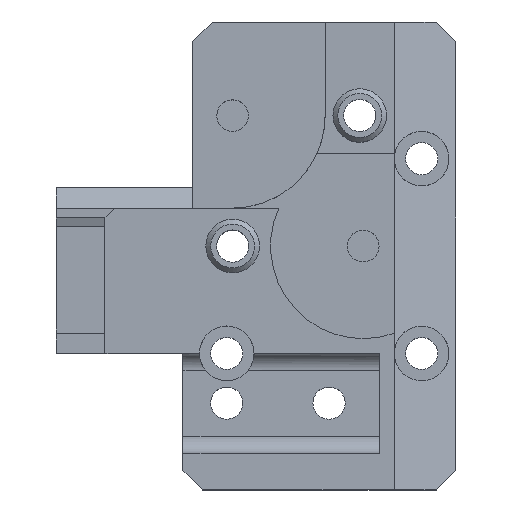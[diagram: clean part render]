
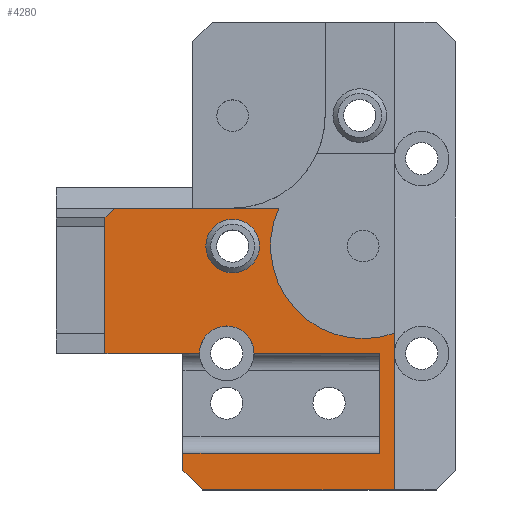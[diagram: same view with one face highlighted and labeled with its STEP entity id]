
A CAD part, top view. The second image highlights one B-rep face of the part: STEP entity #4280.
In plain terms, the highlighted planar face has unit normal (0, 0, 1).
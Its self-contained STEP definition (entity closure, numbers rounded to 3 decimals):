
#43=CIRCLE('',#4516,2.8);
#44=CIRCLE('',#4517,9.5);
#45=CIRCLE('',#4518,2.75);
#104=FACE_BOUND('',#571,.T.);
#317=FACE_OUTER_BOUND('',#570,.T.);
#570=EDGE_LOOP('',(#3325,#3326,#3327,#3328,#3329,#3330,#3331,#3332,#3333,
#3334,#3335,#3336,#3337));
#571=EDGE_LOOP('',(#3338));
#863=LINE('',#6592,#1364);
#867=LINE('',#6603,#1368);
#877=LINE('',#6622,#1378);
#881=LINE('',#6631,#1382);
#905=LINE('',#6678,#1406);
#967=LINE('',#6809,#1468);
#969=LINE('',#6813,#1470);
#972=LINE('',#6825,#1473);
#973=LINE('',#6827,#1474);
#974=LINE('',#6828,#1475);
#975=LINE('',#6830,#1476);
#1364=VECTOR('',#4926,10.);
#1368=VECTOR('',#4936,10.);
#1378=VECTOR('',#4948,10.);
#1382=VECTOR('',#4956,10.);
#1406=VECTOR('',#4988,10.);
#1468=VECTOR('',#5086,10.);
#1470=VECTOR('',#5090,10.);
#1473=VECTOR('',#5101,10.);
#1474=VECTOR('',#5102,10.);
#1475=VECTOR('',#5103,10.);
#1476=VECTOR('',#5104,10.);
#1864=VERTEX_POINT('',#6589);
#1865=VERTEX_POINT('',#6591);
#1868=VERTEX_POINT('',#6601);
#1869=VERTEX_POINT('',#6602);
#1877=VERTEX_POINT('',#6620);
#1880=VERTEX_POINT('',#6630);
#1899=VERTEX_POINT('',#6676);
#1950=VERTEX_POINT('',#6808);
#1951=VERTEX_POINT('',#6812);
#1955=VERTEX_POINT('',#6822);
#1956=VERTEX_POINT('',#6824);
#1957=VERTEX_POINT('',#6826);
#1958=VERTEX_POINT('',#6829);
#1959=VERTEX_POINT('',#6832);
#2332=EDGE_CURVE('',#1865,#1864,#863,.T.);
#2336=EDGE_CURVE('',#1868,#1869,#867,.T.);
#2346=EDGE_CURVE('',#1868,#1877,#877,.T.);
#2350=EDGE_CURVE('',#1880,#1869,#881,.T.);
#2374=EDGE_CURVE('',#1877,#1899,#905,.T.);
#2441=EDGE_CURVE('',#1865,#1950,#967,.T.);
#2443=EDGE_CURVE('',#1951,#1950,#969,.T.);
#2448=EDGE_CURVE('',#1899,#1955,#43,.T.);
#2449=EDGE_CURVE('',#1955,#1956,#972,.T.);
#2450=EDGE_CURVE('',#1956,#1957,#973,.T.);
#2451=EDGE_CURVE('',#1957,#1951,#974,.T.);
#2452=EDGE_CURVE('',#1864,#1958,#975,.T.);
#2453=EDGE_CURVE('',#1958,#1880,#44,.T.);
#2454=EDGE_CURVE('',#1959,#1959,#45,.T.);
#3325=ORIENTED_EDGE('',*,*,#2336,.F.);
#3326=ORIENTED_EDGE('',*,*,#2346,.T.);
#3327=ORIENTED_EDGE('',*,*,#2374,.T.);
#3328=ORIENTED_EDGE('',*,*,#2448,.T.);
#3329=ORIENTED_EDGE('',*,*,#2449,.T.);
#3330=ORIENTED_EDGE('',*,*,#2450,.T.);
#3331=ORIENTED_EDGE('',*,*,#2451,.T.);
#3332=ORIENTED_EDGE('',*,*,#2443,.T.);
#3333=ORIENTED_EDGE('',*,*,#2441,.F.);
#3334=ORIENTED_EDGE('',*,*,#2332,.T.);
#3335=ORIENTED_EDGE('',*,*,#2452,.T.);
#3336=ORIENTED_EDGE('',*,*,#2453,.T.);
#3337=ORIENTED_EDGE('',*,*,#2350,.T.);
#3338=ORIENTED_EDGE('',*,*,#2454,.T.);
#4062=PLANE('',#4515);
#4280=ADVANCED_FACE('',(#317,#104),#4062,.T.);
#4515=AXIS2_PLACEMENT_3D('',#6821,#5097,#5098);
#4516=AXIS2_PLACEMENT_3D('',#6823,#5099,#5100);
#4517=AXIS2_PLACEMENT_3D('',#6831,#5105,#5106);
#4518=AXIS2_PLACEMENT_3D('',#6833,#5107,#5108);
#4926=DIRECTION('',(1.,0.,0.));
#4936=DIRECTION('',(0.707,0.707,0.));
#4948=DIRECTION('',(0.,-1.,0.));
#4956=DIRECTION('',(-1.,0.,0.));
#4988=DIRECTION('',(1.,0.,0.));
#5086=DIRECTION('',(-0.707,0.707,0.));
#5090=DIRECTION('',(0.,-1.,0.));
#5097=DIRECTION('center_axis',(0.,0.,1.));
#5098=DIRECTION('ref_axis',(0.,-1.,0.));
#5099=DIRECTION('center_axis',(0.,0.,-1.));
#5100=DIRECTION('ref_axis',(1.,0.,0.));
#5101=DIRECTION('',(1.,0.,0.));
#5102=DIRECTION('',(0.,-1.,0.));
#5103=DIRECTION('',(-1.,0.,0.));
#5104=DIRECTION('',(0.,1.,0.));
#5105=DIRECTION('center_axis',(0.,0.,-1.));
#5106=DIRECTION('ref_axis',(-0.912,0.411,0.));
#5107=DIRECTION('center_axis',(0.,0.,-1.));
#5108=DIRECTION('ref_axis',(1.,0.,0.));
#6589=CARTESIAN_POINT('',(14.2,-47.25,-4.25));
#6591=CARTESIAN_POINT('',(-5.5,-47.25,-4.25));
#6592=CARTESIAN_POINT('',(-20.5,-47.25,-4.25));
#6601=CARTESIAN_POINT('',(-15.5,-19.35,-4.25));
#6602=CARTESIAN_POINT('',(-14.5,-18.35,-4.25));
#6603=CARTESIAN_POINT('',(-12.35,-16.2,-4.25));
#6620=CARTESIAN_POINT('',(-15.5,-33.25,-4.25));
#6622=CARTESIAN_POINT('',(-15.5,-19.75,-4.25));
#6630=CARTESIAN_POINT('',(2.337,-18.35,-4.25));
#6631=CARTESIAN_POINT('',(3.55,-18.35,-4.25));
#6676=CARTESIAN_POINT('',(-5.8,-33.25,-4.25));
#6678=CARTESIAN_POINT('',(-3.75,-33.25,-4.25));
#6808=CARTESIAN_POINT('',(-7.5,-45.25,-4.25));
#6809=CARTESIAN_POINT('',(-10.625,-42.125,-4.25));
#6812=CARTESIAN_POINT('',(-7.5,-43.5,-4.25));
#6813=CARTESIAN_POINT('',(-7.5,-28.25,-4.25));
#6821=CARTESIAN_POINT('Origin',(0.,-23.25,-4.25));
#6822=CARTESIAN_POINT('',(-0.2,-33.25,-4.25));
#6823=CARTESIAN_POINT('Origin',(-3.,-33.25,-4.25));
#6824=CARTESIAN_POINT('',(12.7,-33.25,-4.25));
#6825=CARTESIAN_POINT('',(-3.75,-33.25,-4.25));
#6826=CARTESIAN_POINT('',(12.7,-43.5,-4.25));
#6827=CARTESIAN_POINT('',(12.7,-28.25,-4.25));
#6828=CARTESIAN_POINT('',(6.35,-43.5,-4.25));
#6829=CARTESIAN_POINT('',(14.2,-31.195,-4.25));
#6830=CARTESIAN_POINT('',(14.2,-35.25,-4.25));
#6831=CARTESIAN_POINT('Origin',(11.,-22.25,-4.25));
#6832=CARTESIAN_POINT('',(-5.15,-22.25,-4.25));
#6833=CARTESIAN_POINT('Origin',(-2.4,-22.25,-4.25));
